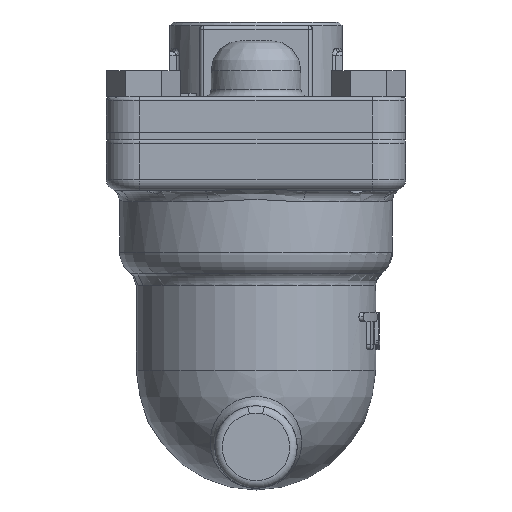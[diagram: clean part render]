
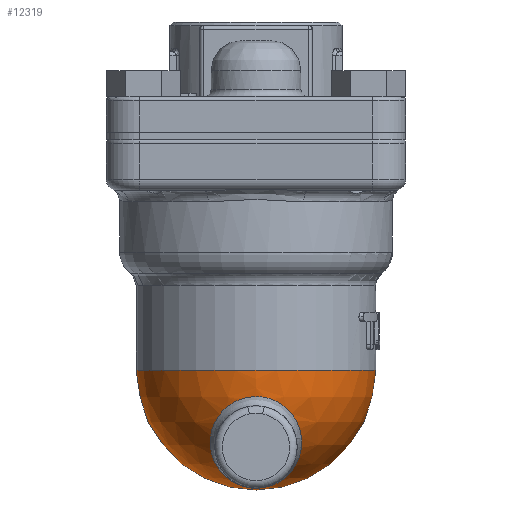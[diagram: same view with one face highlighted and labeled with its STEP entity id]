
A CAD part, left-side view. The second image highlights one B-rep face of the part: STEP entity #12319.
In plain terms, the highlighted spherical face has radius 32 mm.
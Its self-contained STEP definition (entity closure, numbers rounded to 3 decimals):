
#27=SPHERICAL_SURFACE('',#13631,32.);
#523=B_SPLINE_CURVE_WITH_KNOTS('',3,(#25235,#25236,#25237,#25238,#25239,
#25240,#25241,#25242,#25243),.UNSPECIFIED.,.F.,.F.,(4,1,1,1,1,1,4),(-8.475,
-8.172,-7.87,-7.264,-6.861,
-6.457,-6.381),.UNSPECIFIED.);
#524=B_SPLINE_CURVE_WITH_KNOTS('',3,(#25245,#25246,#25247,#25248,#25249,
#25250,#25251,#25252,#25253,#25254),.UNSPECIFIED.,.F.,.F.,(4,1,1,1,1,1,
1,4),(-2.144,-2.119,-2.018,-1.816,
-1.614,-1.211,-0.605,0.),
 .UNSPECIFIED.);
#525=B_SPLINE_CURVE_WITH_KNOTS('',3,(#25257,#25258,#25259,#25260,#25261,
#25262,#25263,#25264,#25265,#25266,#25267,#25268,#25269),.UNSPECIFIED.,
 .F.,.F.,(4,1,1,1,1,1,1,1,1,1,4),(-6.381,-6.053,-5.65,
-5.246,-4.843,-4.036,-3.632,
-2.825,-2.421,-2.22,-2.144),
 .UNSPECIFIED.);
#1651=FACE_OUTER_BOUND('',#2477,.T.);
#2477=EDGE_LOOP('',(#10249,#10250,#10251,#10252,#10253,#10254,#10255,#10256,
#10257,#10258,#10259,#10260));
#4528=CIRCLE('',#13499,32.);
#4529=CIRCLE('',#13500,32.);
#4596=CIRCLE('',#13632,27.713);
#4597=CIRCLE('',#13633,32.);
#4598=CIRCLE('',#13634,32.);
#4599=CIRCLE('',#13635,27.713);
#4600=CIRCLE('',#13636,16.);
#5504=VERTEX_POINT('',#24446);
#5506=VERTEX_POINT('',#24450);
#5507=VERTEX_POINT('',#24452);
#5635=VERTEX_POINT('',#25230);
#5636=VERTEX_POINT('',#25232);
#5637=VERTEX_POINT('',#25234);
#5638=VERTEX_POINT('',#25244);
#5639=VERTEX_POINT('',#25255);
#5640=VERTEX_POINT('',#25270);
#7080=EDGE_CURVE('',#5507,#5506,#4528,.T.);
#7081=EDGE_CURVE('',#5504,#5507,#4529,.T.);
#7246=EDGE_CURVE('',#5504,#5635,#4596,.T.);
#7247=EDGE_CURVE('',#5507,#5636,#4597,.T.);
#7248=EDGE_CURVE('',#5637,#5636,#523,.T.);
#7249=EDGE_CURVE('',#5638,#5637,#524,.T.);
#7250=EDGE_CURVE('',#5638,#5639,#4598,.T.);
#7251=EDGE_CURVE('',#5636,#5638,#525,.T.);
#7252=EDGE_CURVE('',#5640,#5506,#4599,.T.);
#7253=EDGE_CURVE('',#5635,#5640,#4600,.T.);
#10249=ORIENTED_EDGE('',*,*,#7246,.F.);
#10250=ORIENTED_EDGE('',*,*,#7081,.T.);
#10251=ORIENTED_EDGE('',*,*,#7247,.T.);
#10252=ORIENTED_EDGE('',*,*,#7248,.F.);
#10253=ORIENTED_EDGE('',*,*,#7249,.F.);
#10254=ORIENTED_EDGE('',*,*,#7250,.T.);
#10255=ORIENTED_EDGE('',*,*,#7250,.F.);
#10256=ORIENTED_EDGE('',*,*,#7251,.F.);
#10257=ORIENTED_EDGE('',*,*,#7247,.F.);
#10258=ORIENTED_EDGE('',*,*,#7080,.T.);
#10259=ORIENTED_EDGE('',*,*,#7252,.F.);
#10260=ORIENTED_EDGE('',*,*,#7253,.F.);
#12319=ADVANCED_FACE('',(#1651),#27,.T.);
#13499=AXIS2_PLACEMENT_3D('',#24453,#16222,#16223);
#13500=AXIS2_PLACEMENT_3D('',#24454,#16224,#16225);
#13631=AXIS2_PLACEMENT_3D('',#25229,#16514,#16515);
#13632=AXIS2_PLACEMENT_3D('',#25231,#16516,#16517);
#13633=AXIS2_PLACEMENT_3D('',#25233,#16518,#16519);
#13634=AXIS2_PLACEMENT_3D('',#25256,#16520,#16521);
#13635=AXIS2_PLACEMENT_3D('',#25271,#16522,#16523);
#13636=AXIS2_PLACEMENT_3D('',#25272,#16524,#16525);
#16222=DIRECTION('center_axis',(0.,0.,-1.));
#16223=DIRECTION('ref_axis',(1.,0.,0.));
#16224=DIRECTION('center_axis',(0.,0.,-1.));
#16225=DIRECTION('ref_axis',(1.,0.,0.));
#16514=DIRECTION('center_axis',(0.,0.,1.));
#16515=DIRECTION('ref_axis',(1.,0.,0.));
#16516=DIRECTION('center_axis',(0.,1.,0.));
#16517=DIRECTION('ref_axis',(0.991,0.,-0.131));
#16518=DIRECTION('center_axis',(0.,-1.,0.));
#16519=DIRECTION('ref_axis',(-1.,0.,0.));
#16520=DIRECTION('center_axis',(0.,-1.,0.));
#16521=DIRECTION('ref_axis',(-1.,0.,0.));
#16522=DIRECTION('center_axis',(0.,-1.,0.));
#16523=DIRECTION('ref_axis',(0.991,0.,-0.131));
#16524=DIRECTION('center_axis',(0.966,0.,-0.259));
#16525=DIRECTION('ref_axis',(-0.259,0.,-0.966));
#24446=CARTESIAN_POINT('',(-23.491,-3.276,-28.));
#24450=CARTESIAN_POINT('',(-23.491,28.724,-28.));
#24452=CARTESIAN_POINT('',(-83.204,12.724,-28.));
#24453=CARTESIAN_POINT('Origin',(-51.204,12.724,-28.));
#24454=CARTESIAN_POINT('Origin',(-51.204,12.724,-28.));
#25229=CARTESIAN_POINT('Origin',(-51.204,12.724,-28.));
#25230=CARTESIAN_POINT('',(-24.435,-3.276,-35.173));
#25231=CARTESIAN_POINT('Origin',(-51.204,-3.276,-28.));
#25232=CARTESIAN_POINT('',(-82.415,12.724,-35.059));
#25233=CARTESIAN_POINT('Origin',(-51.204,12.724,-28.));
#25234=CARTESIAN_POINT('',(-72.368,0.569,-48.696));
#25235=CARTESIAN_POINT('Ctrl Pts',(-72.368,0.569,
-48.696));
#25236=CARTESIAN_POINT('Ctrl Pts',(-73.128,0.473,
-47.863));
#25237=CARTESIAN_POINT('Ctrl Pts',(-74.612,0.45,
-46.144));
#25238=CARTESIAN_POINT('Ctrl Pts',(-77.387,1.158,-42.622));
#25239=CARTESIAN_POINT('Ctrl Pts',(-79.978,3.322,-38.898));
#25240=CARTESIAN_POINT('Ctrl Pts',(-81.854,7.424,-35.97));
#25241=CARTESIAN_POINT('Ctrl Pts',(-82.378,10.649,-35.119));
#25242=CARTESIAN_POINT('Ctrl Pts',(-82.415,12.44,-35.059));
#25243=CARTESIAN_POINT('Ctrl Pts',(-82.415,12.723,-35.059));
#25244=CARTESIAN_POINT('',(-56.671,12.724,-59.529));
#25245=CARTESIAN_POINT('Ctrl Pts',(-56.672,12.724,-59.529));
#25246=CARTESIAN_POINT('Ctrl Pts',(-56.672,12.629,-59.529));
#25247=CARTESIAN_POINT('Ctrl Pts',(-56.69,12.157,-59.524));
#25248=CARTESIAN_POINT('Ctrl Pts',(-56.999,10.959,-59.437));
#25249=CARTESIAN_POINT('Ctrl Pts',(-58.038,9.389,-59.111));
#25250=CARTESIAN_POINT('Ctrl Pts',(-60.022,7.258,-58.337));
#25251=CARTESIAN_POINT('Ctrl Pts',(-63.288,4.545,-56.671));
#25252=CARTESIAN_POINT('Ctrl Pts',(-67.669,1.817,-53.483));
#25253=CARTESIAN_POINT('Ctrl Pts',(-70.849,0.761,
-50.362));
#25254=CARTESIAN_POINT('Ctrl Pts',(-72.368,0.569,
-48.696));
#25255=CARTESIAN_POINT('',(-51.204,12.724,-60.));
#25256=CARTESIAN_POINT('Origin',(-51.204,12.724,-28.));
#25257=CARTESIAN_POINT('Ctrl Pts',(-82.415,12.723,-35.059));
#25258=CARTESIAN_POINT('Ctrl Pts',(-82.415,13.948,-35.061));
#25259=CARTESIAN_POINT('Ctrl Pts',(-82.159,16.684,-35.475));
#25260=CARTESIAN_POINT('Ctrl Pts',(-80.937,20.352,-37.419));
#25261=CARTESIAN_POINT('Ctrl Pts',(-78.909,23.124,-40.457));
#25262=CARTESIAN_POINT('Ctrl Pts',(-75.54,25.195,-45.103));
#25263=CARTESIAN_POINT('Ctrl Pts',(-71.527,25.041,-49.806));
#25264=CARTESIAN_POINT('Ctrl Pts',(-66.186,22.853,-54.7));
#25265=CARTESIAN_POINT('Ctrl Pts',(-61.745,19.826,-57.642));
#25266=CARTESIAN_POINT('Ctrl Pts',(-58.084,16.268,-59.114));
#25267=CARTESIAN_POINT('Ctrl Pts',(-56.804,14.048,-59.492));
#25268=CARTESIAN_POINT('Ctrl Pts',(-56.673,13.007,-59.529));
#25269=CARTESIAN_POINT('Ctrl Pts',(-56.672,12.724,-59.529));
#25270=CARTESIAN_POINT('',(-24.435,28.724,-35.173));
#25271=CARTESIAN_POINT('Origin',(-51.204,28.724,-28.));
#25272=CARTESIAN_POINT('Origin',(-24.435,12.724,-35.173));
